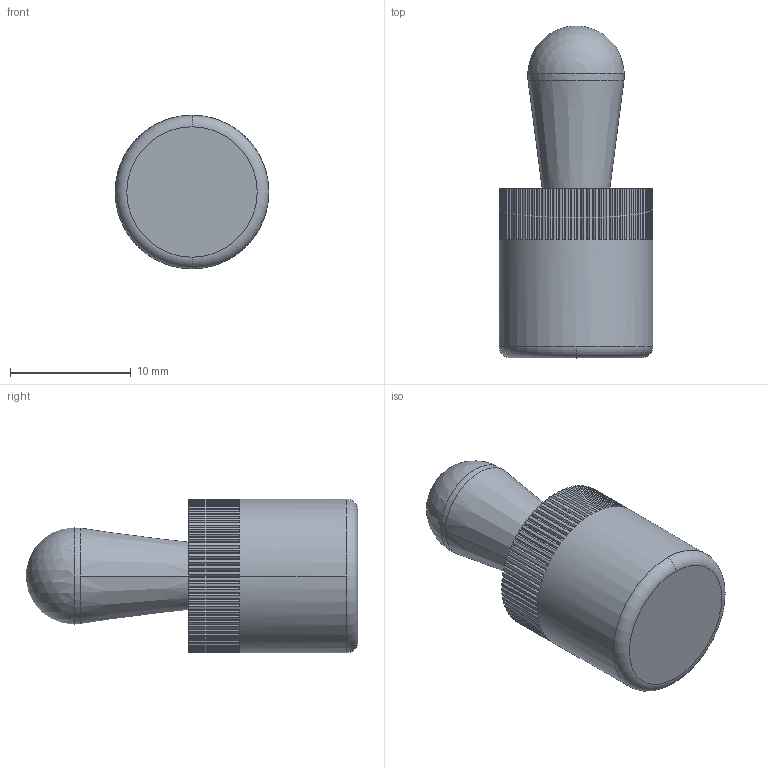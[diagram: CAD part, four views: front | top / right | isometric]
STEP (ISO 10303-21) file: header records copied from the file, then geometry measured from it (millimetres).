
FILE_DESCRIPTION(('STEP AP214'),'1');
FILE_NAME('HALDERN_2B150_0170.stp','2017-07-04T08:44:45',('TraceParts'),('TraceParts S.A.'),'Spatial InterOp 3D',' ',' ');
FILE_SCHEMA(('automotive_design'));
Length unit declared in the file: millimetre
Products named in the file (3): HALDERN_2B150_0170_1; HALDERN_2B150_0170_2; HALDERN_2B150_0170_3
Bounding box: 12.7 x 27.45 x 12.7 mm (x, y, z)
Volume: 1393.8 mm3; surface area: 1920.4 mm2
Topology: 3 solids, 3 shells, 268 faces, 779 edges, 517 vertices
Faces by surface type: plane 248, cylinder 14, torus 2, sphere 2, cone 2
Entity records: 11020 total; most frequent: CARTESIAN_POINT 1563, ORIENTED_EDGE 1550, DIRECTION 1516, EDGE_CURVE 775, LINE 576, VECTOR 576, VERTEX_POINT 517, AXIS2_PLACEMENT_3D 470
